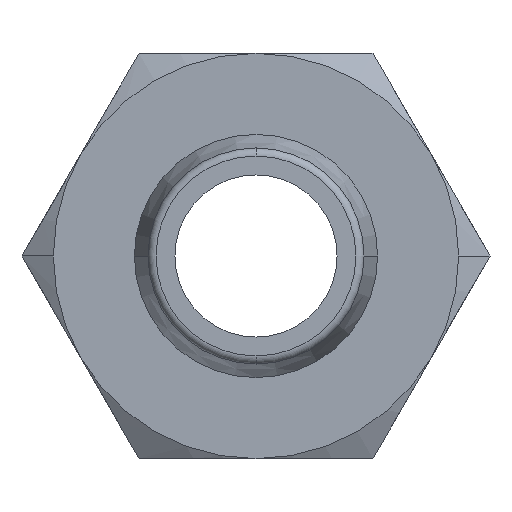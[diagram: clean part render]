
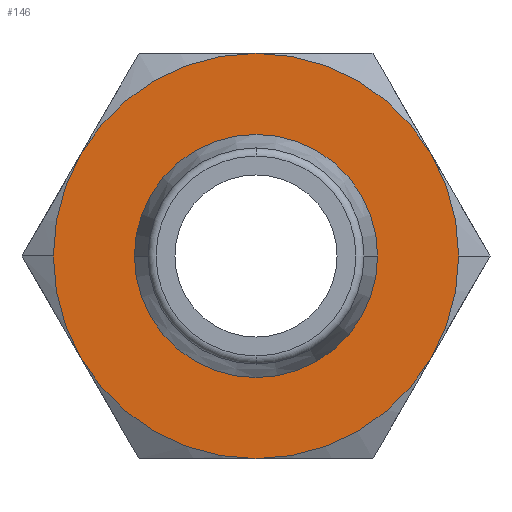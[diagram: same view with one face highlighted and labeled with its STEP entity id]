
A CAD part, front view. The second image highlights one B-rep face of the part: STEP entity #146.
In plain terms, the highlighted planar face has unit normal (0, -1, 0).
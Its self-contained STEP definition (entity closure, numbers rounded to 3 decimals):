
#146=ADVANCED_FACE('',(#290,#291),#292,.T.);
#290=FACE_OUTER_BOUND('',#427,.T.);
#291=FACE_BOUND('',#428,.T.);
#292=PLANE('',#429);
#427=EDGE_LOOP('',(#764,#765,#766,#767,#768,#769,#770,#771));
#428=EDGE_LOOP('',(#772,#773));
#429=AXIS2_PLACEMENT_3D('',#774,#775,#776);
#764=ORIENTED_EDGE('',*,*,#833,.T.);
#765=ORIENTED_EDGE('',*,*,#792,.T.);
#766=ORIENTED_EDGE('',*,*,#843,.T.);
#767=ORIENTED_EDGE('',*,*,#906,.T.);
#768=ORIENTED_EDGE('',*,*,#897,.T.);
#769=ORIENTED_EDGE('',*,*,#915,.T.);
#770=ORIENTED_EDGE('',*,*,#800,.T.);
#771=ORIENTED_EDGE('',*,*,#889,.T.);
#772=ORIENTED_EDGE('',*,*,#806,.F.);
#773=ORIENTED_EDGE('',*,*,#853,.F.);
#774=CARTESIAN_POINT('',(-3.75,14.0,0.0));
#775=DIRECTION('',(0.,-1.0,0.0));
#776=DIRECTION('',(-1.0,0.,0.0));
#792=EDGE_CURVE('',#928,#930,#932,.T.);
#800=EDGE_CURVE('',#946,#944,#947,.T.);
#806=EDGE_CURVE('',#955,#951,#957,.T.);
#833=EDGE_CURVE('',#997,#928,#998,.T.);
#843=EDGE_CURVE('',#930,#1010,#1012,.T.);
#853=EDGE_CURVE('',#951,#955,#1026,.T.);
#889=EDGE_CURVE('',#944,#997,#1072,.T.);
#897=EDGE_CURVE('',#1048,#1079,#1081,.T.);
#906=EDGE_CURVE('',#1010,#1048,#1092,.T.);
#915=EDGE_CURVE('',#1079,#946,#1101,.T.);
#928=VERTEX_POINT('',#1116);
#930=VERTEX_POINT('',#1119);
#932=CIRCLE('',#1132,7.5);
#944=VERTEX_POINT('',#1146);
#946=VERTEX_POINT('',#1159);
#947=CIRCLE('',#1160,7.5);
#951=VERTEX_POINT('',#1175);
#955=VERTEX_POINT('',#1180);
#957=CIRCLE('',#1183,4.5);
#997=VERTEX_POINT('',#1231);
#998=CIRCLE('',#1232,7.5);
#1010=VERTEX_POINT('',#1268);
#1012=CIRCLE('',#1281,7.5);
#1026=CIRCLE('',#1311,4.5);
#1048=VERTEX_POINT('',#1337);
#1072=CIRCLE('',#1400,7.5);
#1079=VERTEX_POINT('',#1419);
#1081=CIRCLE('',#1422,7.5);
#1092=CIRCLE('',#1446,7.5);
#1101=CIRCLE('',#1455,7.5);
#1116=CARTESIAN_POINT('',(-7.5,14.0,0.));
#1119=CARTESIAN_POINT('',(-6.495,14.0,-3.75));
#1132=AXIS2_PLACEMENT_3D('',#1466,#1467,#1468);
#1146=CARTESIAN_POINT('',(0.,14.0,7.5));
#1159=CARTESIAN_POINT('',(6.495,14.0,3.75));
#1160=AXIS2_PLACEMENT_3D('',#1477,#1478,#1479);
#1175=CARTESIAN_POINT('',(4.5,14.0,0.));
#1180=CARTESIAN_POINT('',(-4.5,14.0,0.));
#1183=AXIS2_PLACEMENT_3D('',#1485,#1486,#1487);
#1231=CARTESIAN_POINT('',(-6.495,14.0,3.75));
#1232=AXIS2_PLACEMENT_3D('',#1532,#1533,#1534);
#1268=CARTESIAN_POINT('',(0.,14.0,-7.5));
#1281=AXIS2_PLACEMENT_3D('',#1543,#1544,#1545);
#1311=AXIS2_PLACEMENT_3D('',#1551,#1552,#1553);
#1337=CARTESIAN_POINT('',(6.495,14.0,-3.75));
#1400=AXIS2_PLACEMENT_3D('',#1597,#1598,#1599);
#1419=CARTESIAN_POINT('',(7.5,14.0,0.));
#1422=AXIS2_PLACEMENT_3D('',#1602,#1603,#1604);
#1446=AXIS2_PLACEMENT_3D('',#1610,#1611,#1612);
#1455=AXIS2_PLACEMENT_3D('',#1619,#1620,#1621);
#1466=CARTESIAN_POINT('',(0.,14.0,0.0));
#1467=DIRECTION('',(0.,-1.0,0.0));
#1468=DIRECTION('',(-1.0,0.,0.0));
#1477=CARTESIAN_POINT('',(0.,14.0,0.0));
#1478=DIRECTION('',(0.,-1.0,0.0));
#1479=DIRECTION('',(-1.0,0.,0.0));
#1485=CARTESIAN_POINT('',(0.0,14.0,0.0));
#1486=DIRECTION('',(0.,-1.0,0.0));
#1487=DIRECTION('',(1.0,0.,0.0));
#1532=CARTESIAN_POINT('',(0.,14.0,0.0));
#1533=DIRECTION('',(0.,-1.0,0.0));
#1534=DIRECTION('',(-1.0,0.,0.0));
#1543=CARTESIAN_POINT('',(0.,14.0,0.0));
#1544=DIRECTION('',(0.,-1.0,0.0));
#1545=DIRECTION('',(-1.0,0.,0.0));
#1551=CARTESIAN_POINT('',(0.0,14.0,0.0));
#1552=DIRECTION('',(0.,-1.0,0.0));
#1553=DIRECTION('',(1.0,0.,0.0));
#1597=CARTESIAN_POINT('',(0.,14.0,0.0));
#1598=DIRECTION('',(0.,-1.0,0.0));
#1599=DIRECTION('',(-1.0,0.,0.0));
#1602=CARTESIAN_POINT('',(0.,14.0,0.0));
#1603=DIRECTION('',(0.,-1.0,0.0));
#1604=DIRECTION('',(-1.0,0.,0.0));
#1610=CARTESIAN_POINT('',(0.,14.0,0.0));
#1611=DIRECTION('',(0.,-1.0,0.0));
#1612=DIRECTION('',(-1.0,0.,0.0));
#1619=CARTESIAN_POINT('',(0.,14.0,0.0));
#1620=DIRECTION('',(0.,-1.0,0.0));
#1621=DIRECTION('',(-1.0,0.,0.0));
